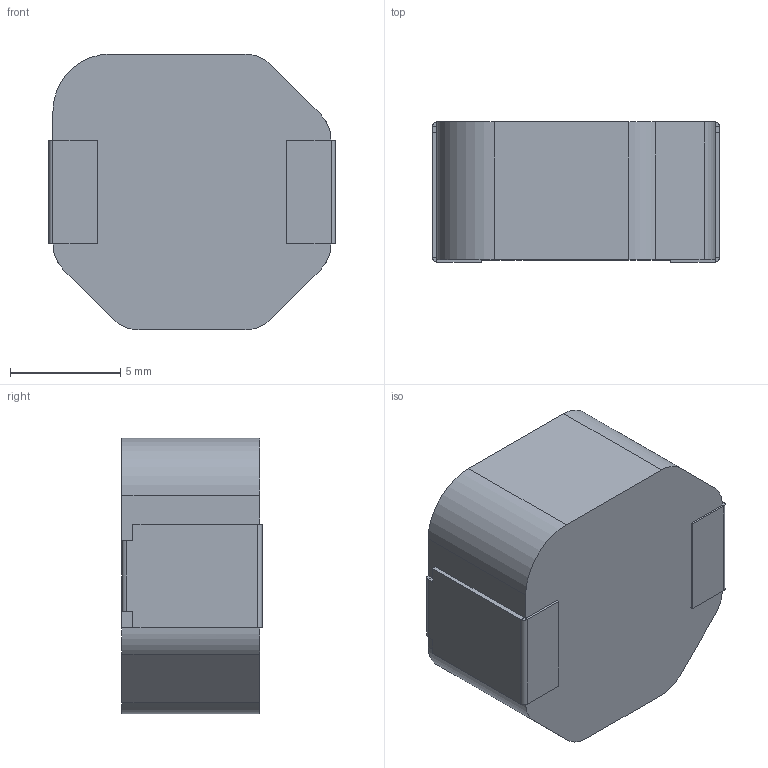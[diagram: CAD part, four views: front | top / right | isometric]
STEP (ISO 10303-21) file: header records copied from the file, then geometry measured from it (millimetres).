
FILE_DESCRIPTION (( 'STEP AP214' ), '1' );
FILE_NAME ('SPM12565VT.STEP', '2020-07-30T07:47:06', ( 'sysshonai' ), ( '' ), 'SwSTEP 2.0', 'SolidWorks 2019', '' );
FILE_SCHEMA (( 'AUTOMOTIVE_DESIGN' ));
Length unit declared in the file: millimetre
Products named in the file (3): Terminal_12565; SPM12565VT; Mold_12565
Assembly tree (3 placements, depth 2):
  SPM12565VT
    Mold_12565
    Terminal_12565  x2
Bounding box: 13 x 6.35 x 12.5 mm (x, y, z)
Volume: 890.4 mm3; surface area: 742.1 mm2
Topology: 3 solids, 3 shells, 80 faces, 190 edges, 116 vertices
Faces by surface type: plane 69, cylinder 11
Entity records: 1752 total; most frequent: CARTESIAN_POINT 290, DIRECTION 282, ORIENTED_EDGE 280, EDGE_CURVE 140, LINE 122, VECTOR 122, VERTEX_POINT 88, AXIS2_PLACEMENT_3D 80
